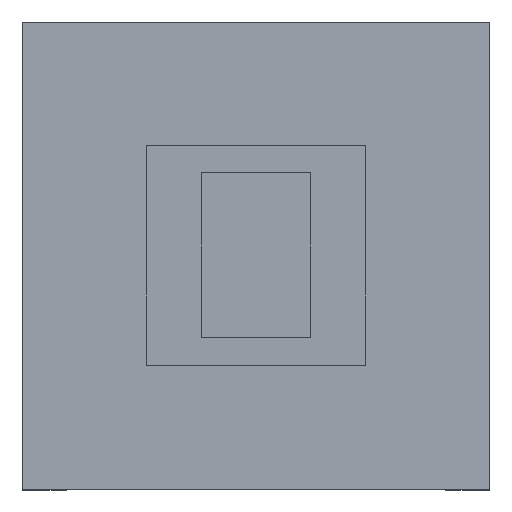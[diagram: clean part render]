
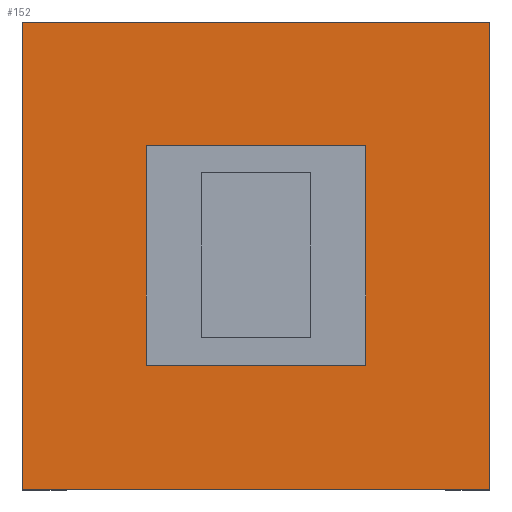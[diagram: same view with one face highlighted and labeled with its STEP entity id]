
A CAD part, top view. The second image highlights one B-rep face of the part: STEP entity #152.
In plain terms, the highlighted planar face has unit normal (0, 0, 1).
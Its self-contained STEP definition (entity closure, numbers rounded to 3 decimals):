
#152=ADVANCED_FACE('',(#335),#244,.T.);
#244=PLANE('',#1721);
#335=FACE_OUTER_BOUND('',#427,.T.);
#427=EDGE_LOOP('',(#644,#645,#646,#647));
#644=ORIENTED_EDGE('',*,*,#1120,.T.);
#645=ORIENTED_EDGE('',*,*,#1124,.T.);
#646=ORIENTED_EDGE('',*,*,#1127,.T.);
#647=ORIENTED_EDGE('',*,*,#1130,.T.);
#956=VERTEX_POINT('',#2320);
#957=VERTEX_POINT('',#2321);
#960=VERTEX_POINT('',#2329);
#962=VERTEX_POINT('',#2335);
#1120=EDGE_CURVE('',#956,#957,#1332,.T.);
#1124=EDGE_CURVE('',#957,#960,#1336,.T.);
#1127=EDGE_CURVE('',#960,#962,#1339,.T.);
#1130=EDGE_CURVE('',#962,#956,#1342,.T.);
#1332=LINE('',#2319,#1544);
#1336=LINE('',#2328,#1548);
#1339=LINE('',#2334,#1551);
#1342=LINE('',#2340,#1554);
#1544=VECTOR('',#1905,1.);
#1548=VECTOR('',#1911,1.);
#1551=VECTOR('',#1916,1.);
#1554=VECTOR('',#1921,1.);
#1721=AXIS2_PLACEMENT_3D('',#2344,#1927,#1928);
#1905=DIRECTION('',(0.,-1.,0.));
#1911=DIRECTION('',(1.,0.,0.));
#1916=DIRECTION('',(0.,1.,0.));
#1921=DIRECTION('',(-1.,0.,0.));
#1927=DIRECTION('',(0.,0.,1.));
#1928=DIRECTION('',(1.,0.,0.));
#2319=CARTESIAN_POINT('',(-4.25,4.25,7.8));
#2320=CARTESIAN_POINT('',(-4.25,4.25,7.8));
#2321=CARTESIAN_POINT('',(-4.25,-4.25,7.8));
#2328=CARTESIAN_POINT('',(-4.25,-4.25,7.8));
#2329=CARTESIAN_POINT('',(4.25,-4.25,7.8));
#2334=CARTESIAN_POINT('',(4.25,-4.25,7.8));
#2335=CARTESIAN_POINT('',(4.25,4.25,7.8));
#2340=CARTESIAN_POINT('',(4.25,4.25,7.8));
#2344=CARTESIAN_POINT('',(0.,0.,7.8));
